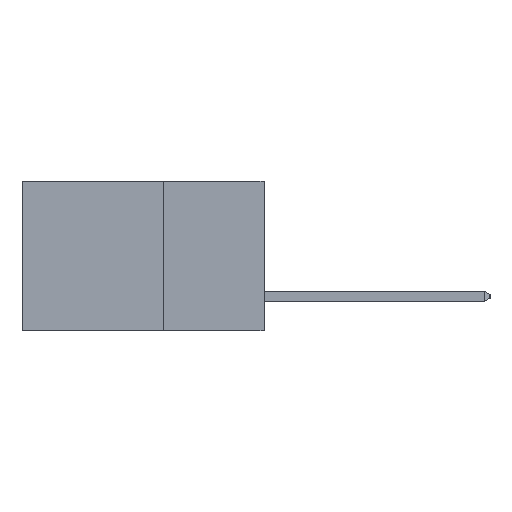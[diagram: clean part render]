
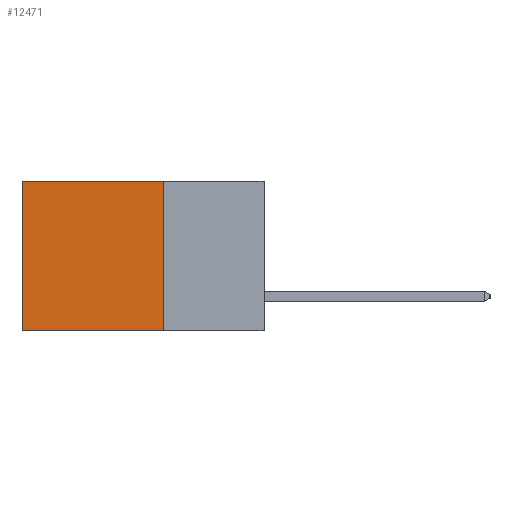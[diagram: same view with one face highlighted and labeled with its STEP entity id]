
A CAD part, left-side view. The second image highlights one B-rep face of the part: STEP entity #12471.
In plain terms, the highlighted planar face has unit normal (-1, 0, 0).
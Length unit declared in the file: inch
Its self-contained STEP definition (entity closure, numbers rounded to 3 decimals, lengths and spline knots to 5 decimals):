
#441 = CARTESIAN_POINT ( 'NONE',  ( 0.2615, 0.6, -0.37 ) ) ;
#844 = CARTESIAN_POINT ( 'NONE',  ( 0.2615, 0.25, -0.37 ) ) ;
#974 = LINE ( 'NONE', #441, #3977 ) ;
#1826 = DIRECTION ( 'NONE',  ( 0., 1., 0. ) ) ;
#2081 = ORIENTED_EDGE ( 'NONE', *, *, #13272, .F. ) ;
#2343 = ORIENTED_EDGE ( 'NONE', *, *, #6122, .T. ) ;
#2857 = DIRECTION ( 'NONE',  ( 0., 1., 0. ) ) ;
#3081 = VERTEX_POINT ( 'NONE', #15453 ) ;
#3229 = VECTOR ( 'NONE', #9487, 39.37008 ) ;
#3977 = VECTOR ( 'NONE', #9367, 39.37008 ) ;
#5204 = VERTEX_POINT ( 'NONE', #11084 ) ;
#6122 = EDGE_CURVE ( 'NONE', #15791, #5204, #974, .T. ) ;
#6276 = LINE ( 'NONE', #9435, #15448 ) ;
#6309 = CARTESIAN_POINT ( 'NONE',  ( 0.2615, 0.6, 0. ) ) ;
#6378 = PLANE ( 'NONE',  #16290 ) ;
#6622 = LINE ( 'NONE', #14392, #3229 ) ;
#8238 = ORIENTED_EDGE ( 'NONE', *, *, #14718, .F. ) ;
#8795 = EDGE_CURVE ( 'NONE', #3081, #15791, #6276, .T. ) ;
#8931 = DIRECTION ( 'NONE',  ( 0., 0., -1. ) ) ;
#9367 = DIRECTION ( 'NONE',  ( 0., 0., -1. ) ) ;
#9435 = CARTESIAN_POINT ( 'NONE',  ( 0.2615, 0.25, 0. ) ) ;
#9487 = DIRECTION ( 'NONE',  ( 0., 0., -1. ) ) ;
#10464 = CARTESIAN_POINT ( 'NONE',  ( 0.2615, 0.25, -0.37 ) ) ;
#10904 = VERTEX_POINT ( 'NONE', #844 ) ;
#11084 = CARTESIAN_POINT ( 'NONE',  ( 0.2615, 0.6, -0.37 ) ) ;
#11973 = EDGE_LOOP ( 'NONE', ( #2343, #2081, #8238, #14580 ) ) ;
#12471 = ADVANCED_FACE ( 'NONE', ( #15165 ), #6378, .F. ) ;
#12616 = VECTOR ( 'NONE', #2857, 39.37008 ) ;
#13272 = EDGE_CURVE ( 'NONE', #10904, #5204, #15497, .T. ) ;
#14392 = CARTESIAN_POINT ( 'NONE',  ( 0.2615, 0.25, -0.37 ) ) ;
#14580 = ORIENTED_EDGE ( 'NONE', *, *, #8795, .T. ) ;
#14660 = DIRECTION ( 'NONE',  ( 1., 0., 0. ) ) ;
#14718 = EDGE_CURVE ( 'NONE', #3081, #10904, #6622, .T. ) ;
#15113 = CARTESIAN_POINT ( 'NONE',  ( 0.2615, 0.25, -0.37 ) ) ;
#15165 = FACE_OUTER_BOUND ( 'NONE', #11973, .T. ) ;
#15448 = VECTOR ( 'NONE', #1826, 39.37008 ) ;
#15453 = CARTESIAN_POINT ( 'NONE',  ( 0.2615, 0.25, 0. ) ) ;
#15497 = LINE ( 'NONE', #10464, #12616 ) ;
#15791 = VERTEX_POINT ( 'NONE', #6309 ) ;
#16290 = AXIS2_PLACEMENT_3D ( 'NONE', #15113, #14660, #8931 ) ;
